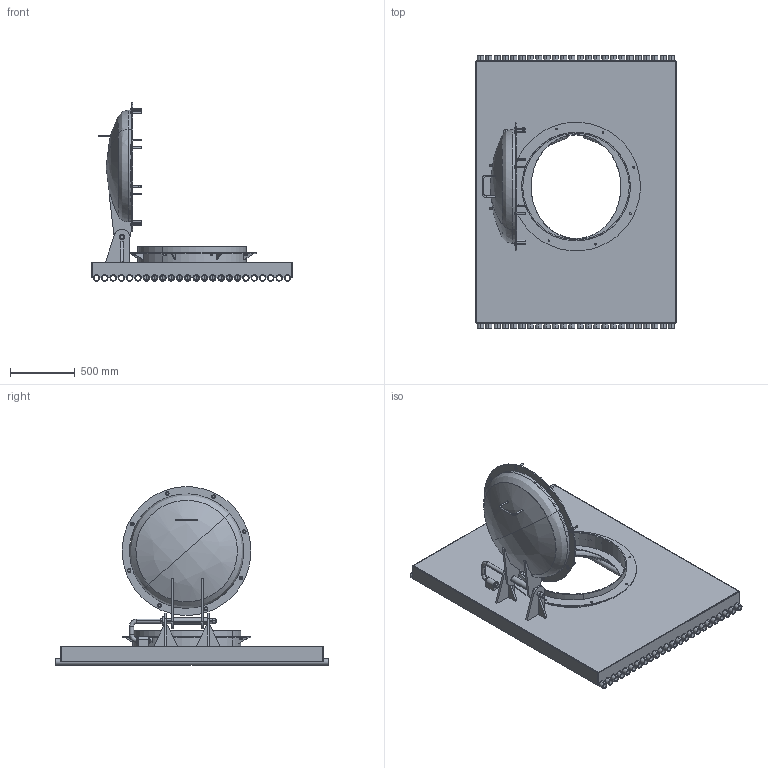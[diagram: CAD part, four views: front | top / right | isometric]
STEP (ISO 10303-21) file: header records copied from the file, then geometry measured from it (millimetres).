
FILE_DESCRIPTION(('FreeCAD Model'),'2;1');
FILE_NAME('Open CASCADE Shape Model','2025-05-09T20:07:44',('FreeCAD'),( 'FreeCAD'),'Open CASCADE STEP processor 7.6','FreeCAD','Unknown');
FILE_SCHEMA(('AUTOMOTIVE_DESIGN { 1 0 10303 214 1 1 1 1 }'));
Products named in the file (1): Open CASCADE STEP translator 7.6 1
Bounding box: 1551.17 x 2108.97 x 1381.47 mm (x, y, z)
Volume: 63484752.7 mm3; surface area: 27138123.4 mm2
Topology: 115 solids, 115 shells, 1705 faces, 3805 edges, 2341 vertices
Faces by surface type: bspline 1705
Entity records: 56923 total; most frequent: CARTESIAN_POINT 35073, ORIENTED_EDGE 7606, EDGE_CURVE 3803, VERTEX_POINT 2341, FACE_BOUND 1926, EDGE_LOOP 1926, B_SPLINE_CURVE_WITH_KNOTS 1721, ADVANCED_FACE 1705
